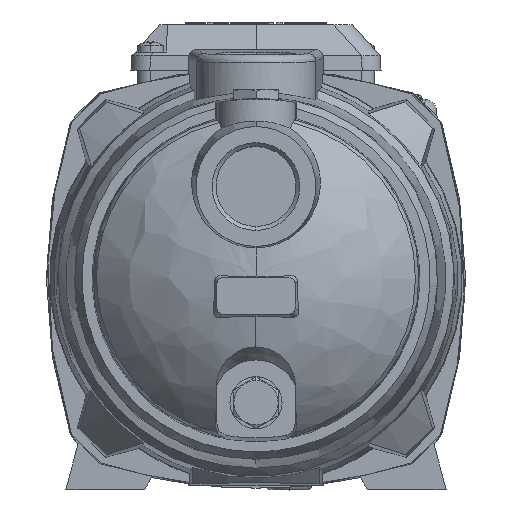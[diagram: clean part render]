
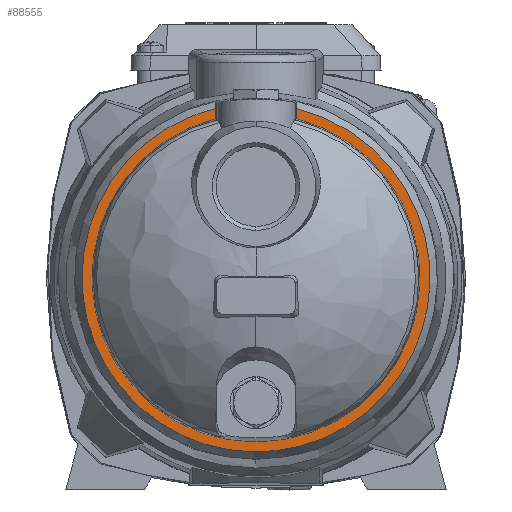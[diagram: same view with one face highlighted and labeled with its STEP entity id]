
A CAD part, top view. The second image highlights one B-rep face of the part: STEP entity #88555.
In plain terms, the highlighted planar face has unit normal (0, 0, 1).
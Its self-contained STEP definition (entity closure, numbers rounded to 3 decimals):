
#2701 = CARTESIAN_POINT ( 'NONE',  ( -15.401, 65.014, 133.999 ) ) ;
#3344 = AXIS2_PLACEMENT_3D ( 'NONE', #38761, #69711, #77458 ) ;
#6108 = DIRECTION ( 'NONE',  ( 0., 1., 0. ) ) ;
#6294 = VERTEX_POINT ( 'NONE', #80263 ) ;
#7375 = CARTESIAN_POINT ( 'NONE',  ( -15.401, 65.014, 133.999 ) ) ;
#7854 = ORIENTED_EDGE ( 'NONE', *, *, #81438, .F. ) ;
#8528 = CARTESIAN_POINT ( 'NONE',  ( -59.645, -66.813, 133.999 ) ) ;
#8799 = CARTESIAN_POINT ( 'NONE',  ( 15.401, 65.014, 133.999 ) ) ;
#9486 = CARTESIAN_POINT ( 'NONE',  ( 59.645, -66.813, 133.999 ) ) ;
#9950 = DIRECTION ( 'NONE',  ( 0., 0., 1. ) ) ;
#12430 = CARTESIAN_POINT ( 'NONE',  ( 15.401, 75.932, 133.999 ) ) ;
#13168 = CARTESIAN_POINT ( 'NONE',  ( -15.401, 75.932, 133.999 ) ) ;
#13372 = LINE ( 'NONE', #12430, #56979 ) ;
#14120 = DIRECTION ( 'NONE',  ( 0., -1., 0. ) ) ;
#17694 = DIRECTION ( 'NONE',  ( 0., -1., 0. ) ) ;
#18422 =( BOUNDED_CURVE ( )  B_SPLINE_CURVE ( 2, ( #21646, #51149, #39479, #9486, #53533, #8528, #89367, #83066, #2701 ),
 .UNSPECIFIED., .F., .T. ) 
 B_SPLINE_CURVE_WITH_KNOTS ( ( 3, 2, 2, 2, 3 ),
 ( 0., 0.097, 0.195, 0.293, 0.391 ),
 .UNSPECIFIED. ) 
 CURVE ( )  GEOMETRIC_REPRESENTATION_ITEM ( )  RATIONAL_B_SPLINE_CURVE ( ( 0.998, 0.747, 1., 0.746, 1., 0.746, 1., 0.747, 0.998 ) ) 
 REPRESENTATION_ITEM ( '' )  );
#19809 = EDGE_CURVE ( 'NONE', #54989, #83586, #13372, .T. ) ;
#20846 = AXIS2_PLACEMENT_3D ( 'NONE', #74824, #9950, #17694 ) ;
#21646 = CARTESIAN_POINT ( 'NONE',  ( 15.401, 65.014, 133.999 ) ) ;
#30014 = VECTOR ( 'NONE', #14120, 1000. ) ;
#37155 = ORIENTED_EDGE ( 'NONE', *, *, #19809, .F. ) ;
#38049 = PLANE ( 'NONE',  #20846 ) ;
#38395 = ORIENTED_EDGE ( 'NONE', *, *, #70784, .F. ) ;
#38517 = FACE_OUTER_BOUND ( 'NONE', #67828, .T. ) ;
#38761 = CARTESIAN_POINT ( 'NONE',  ( 0., 0., 133.999 ) ) ;
#39479 = CARTESIAN_POINT ( 'NONE',  ( 66.385, -7.55, 133.999 ) ) ;
#40394 = EDGE_CURVE ( 'NONE', #83586, #42392, #18422, .T. ) ;
#41701 = ORIENTED_EDGE ( 'NONE', *, *, #40394, .F. ) ;
#41736 = LINE ( 'NONE', #13168, #30014 ) ;
#42392 = VERTEX_POINT ( 'NONE', #7375 ) ;
#51149 = CARTESIAN_POINT ( 'NONE',  ( 73.084, 51.35, 133.999 ) ) ;
#53533 = CARTESIAN_POINT ( 'NONE',  ( 0., -66.813, 133.999 ) ) ;
#54989 = VERTEX_POINT ( 'NONE', #68373 ) ;
#56979 = VECTOR ( 'NONE', #6108, 1000. ) ;
#67828 = EDGE_LOOP ( 'NONE', ( #7854, #38395, #41701, #37155 ) ) ;
#68373 = CARTESIAN_POINT ( 'NONE',  ( 15.401, 61.089, 133.999 ) ) ;
#69711 = DIRECTION ( 'NONE',  ( 0., 0., 1. ) ) ;
#70784 = EDGE_CURVE ( 'NONE', #42392, #6294, #41736, .T. ) ;
#74824 = CARTESIAN_POINT ( 'NONE',  ( 133.626, 133.626, 133.999 ) ) ;
#77458 = DIRECTION ( 'NONE',  ( 0., 1., 0. ) ) ;
#80263 = CARTESIAN_POINT ( 'NONE',  ( -15.401, 61.089, 133.999 ) ) ;
#81438 = EDGE_CURVE ( 'NONE', #6294, #54989, #89848, .T. ) ;
#83066 = CARTESIAN_POINT ( 'NONE',  ( -73.084, 51.35, 133.999 ) ) ;
#83586 = VERTEX_POINT ( 'NONE', #8799 ) ;
#88555 = ADVANCED_FACE ( 'NONE', ( #38517 ), #38049, .T. ) ;
#89367 = CARTESIAN_POINT ( 'NONE',  ( -66.385, -7.55, 133.999 ) ) ;
#89848 = CIRCLE ( 'NONE', #3344, 63. ) ;
